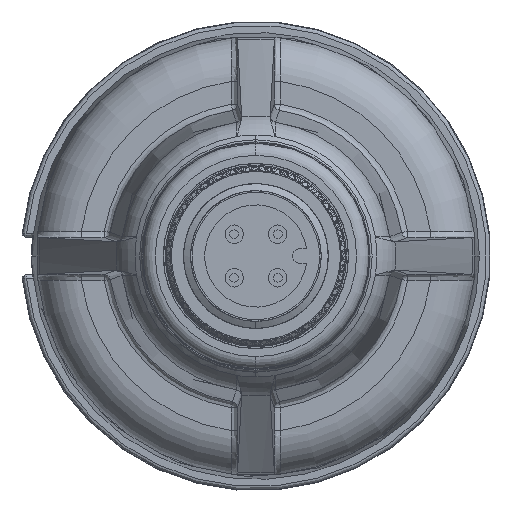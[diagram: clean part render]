
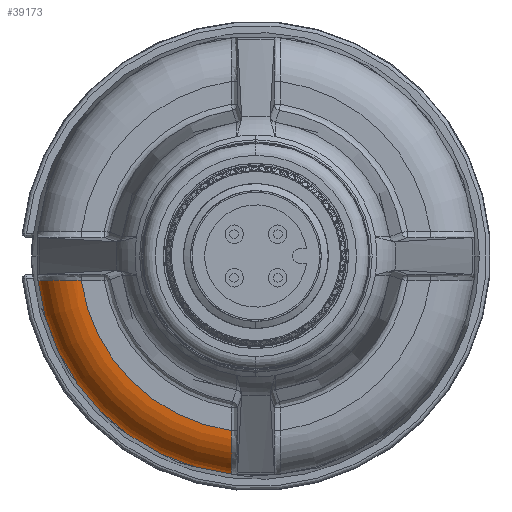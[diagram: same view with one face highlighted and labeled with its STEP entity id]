
A CAD part, left-side view. The second image highlights one B-rep face of the part: STEP entity #39173.
In plain terms, the highlighted toroidal (fillet/blend) face has major radius 14.311 mm and minor radius 3.5 mm.
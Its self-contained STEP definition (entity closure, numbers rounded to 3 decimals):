
#477=CARTESIAN_POINT('',(-308.161,0.,0.));
#478=DIRECTION('',(-1.,0.,0.));
#479=DIRECTION('',(0.,0.994,-0.113));
#480=AXIS2_PLACEMENT_3D('',#477,#478,#479);
#1250=CARTESIAN_POINT('',(-308.161,17.697,
-2.004));
#1251=CARTESIAN_POINT('',(-308.216,17.696,
-2.003));
#1252=CARTESIAN_POINT('',(-308.325,17.692,
-2.001));
#1253=CARTESIAN_POINT('',(-308.489,17.678,
-1.998));
#1254=CARTESIAN_POINT('',(-308.652,17.656,
-1.995));
#1255=CARTESIAN_POINT('',(-308.813,17.626,
-1.992));
#1256=CARTESIAN_POINT('',(-308.973,17.589,
-1.989));
#1257=CARTESIAN_POINT('',(-309.131,17.544,
-1.987));
#1258=CARTESIAN_POINT('',(-309.287,17.492,
-1.984));
#1259=CARTESIAN_POINT('',(-309.44,17.433,
-1.982));
#1260=CARTESIAN_POINT('',(-309.591,17.366,
-1.98));
#1261=CARTESIAN_POINT('',(-309.738,17.293,
-1.978));
#1262=CARTESIAN_POINT('',(-309.881,17.212,
-1.977));
#1263=CARTESIAN_POINT('',(-310.021,17.125,
-1.975));
#1264=CARTESIAN_POINT('',(-310.156,17.031,
-1.974));
#1265=CARTESIAN_POINT('',(-310.287,16.93,
-1.972));
#1266=CARTESIAN_POINT('',(-310.413,16.824,
-1.971));
#1267=CARTESIAN_POINT('',(-310.534,16.712,
-1.971));
#1268=CARTESIAN_POINT('',(-310.649,16.594,
-1.97));
#1269=CARTESIAN_POINT('',(-310.759,16.471,
-1.969));
#1270=CARTESIAN_POINT('',(-310.864,16.342,
-1.969));
#1271=CARTESIAN_POINT('',(-310.962,16.209,
-1.969));
#1272=CARTESIAN_POINT('',(-311.053,16.071,
-1.97));
#1273=CARTESIAN_POINT('',(-311.139,15.928,
-1.97));
#1274=CARTESIAN_POINT('',(-311.217,15.782,
-1.971));
#1275=CARTESIAN_POINT('',(-311.289,15.632,
-1.972));
#1276=CARTESIAN_POINT('',(-311.354,15.479,
-1.973));
#1277=CARTESIAN_POINT('',(-311.411,15.322,
-1.974));
#1278=CARTESIAN_POINT('',(-311.461,15.163,
-1.976));
#1279=CARTESIAN_POINT('',(-311.504,15.002,
-1.978));
#1280=CARTESIAN_POINT('',(-311.539,14.838,
-1.98));
#1281=CARTESIAN_POINT('',(-311.566,14.673,
-1.983));
#1282=CARTESIAN_POINT('',(-311.586,14.506,
-1.985));
#1283=CARTESIAN_POINT('',(-311.597,14.339,
-1.988));
#1284=CARTESIAN_POINT('',(-311.6,14.227,
-1.99));
#1285=CARTESIAN_POINT('',(-311.6,14.171,-1.991));
#1287=CARTESIAN_POINT('',(-311.6,1.991,-14.171));
#1288=CARTESIAN_POINT('',(-311.6,1.99,
-14.227));
#1289=CARTESIAN_POINT('',(-311.597,1.988,
-14.339));
#1290=CARTESIAN_POINT('',(-311.586,1.985,
-14.507));
#1291=CARTESIAN_POINT('',(-311.566,1.983,
-14.673));
#1292=CARTESIAN_POINT('',(-311.539,1.98,
-14.838));
#1293=CARTESIAN_POINT('',(-311.504,1.978,
-15.002));
#1294=CARTESIAN_POINT('',(-311.461,1.976,
-15.163));
#1295=CARTESIAN_POINT('',(-311.411,1.974,
-15.322));
#1296=CARTESIAN_POINT('',(-311.354,1.973,
-15.479));
#1297=CARTESIAN_POINT('',(-311.289,1.972,
-15.632));
#1298=CARTESIAN_POINT('',(-311.217,1.971,
-15.782));
#1299=CARTESIAN_POINT('',(-311.139,1.97,
-15.929));
#1300=CARTESIAN_POINT('',(-311.053,1.97,
-16.071));
#1301=CARTESIAN_POINT('',(-310.962,1.969,
-16.209));
#1302=CARTESIAN_POINT('',(-310.863,1.969,
-16.342));
#1303=CARTESIAN_POINT('',(-310.759,1.969,
-16.471));
#1304=CARTESIAN_POINT('',(-310.649,1.97,
-16.594));
#1305=CARTESIAN_POINT('',(-310.534,1.971,
-16.712));
#1306=CARTESIAN_POINT('',(-310.413,1.971,
-16.824));
#1307=CARTESIAN_POINT('',(-310.287,1.972,
-16.931));
#1308=CARTESIAN_POINT('',(-310.156,1.974,
-17.031));
#1309=CARTESIAN_POINT('',(-310.021,1.975,
-17.125));
#1310=CARTESIAN_POINT('',(-309.881,1.977,
-17.212));
#1311=CARTESIAN_POINT('',(-309.738,1.978,
-17.292));
#1312=CARTESIAN_POINT('',(-309.591,1.98,
-17.366));
#1313=CARTESIAN_POINT('',(-309.44,1.982,
-17.433));
#1314=CARTESIAN_POINT('',(-309.287,1.984,
-17.492));
#1315=CARTESIAN_POINT('',(-309.131,1.987,
-17.544));
#1316=CARTESIAN_POINT('',(-308.973,1.989,
-17.589));
#1317=CARTESIAN_POINT('',(-308.813,1.992,
-17.626));
#1318=CARTESIAN_POINT('',(-308.652,1.995,
-17.656));
#1319=CARTESIAN_POINT('',(-308.489,1.998,
-17.678));
#1320=CARTESIAN_POINT('',(-308.325,2.001,
-17.692));
#1321=CARTESIAN_POINT('',(-308.216,2.003,
-17.696));
#1322=CARTESIAN_POINT('',(-308.161,2.004,
-17.697));
#1471=CARTESIAN_POINT('',(-311.6,0.,0.));
#1472=DIRECTION('',(-1.,0.,0.));
#1473=DIRECTION('',(0.,0.99,-0.139));
#1474=AXIS2_PLACEMENT_3D('',#1471,#1472,#1473);
#34726=CARTESIAN_POINT('',(-311.6,14.171,-1.991));
#34727=VERTEX_POINT('',#34726);
#34753=CARTESIAN_POINT('',(-308.161,17.697,
-2.004));
#34754=CARTESIAN_POINT('',(-308.161,2.004,
-17.697));
#34755=VERTEX_POINT('',#34753);
#34756=VERTEX_POINT('',#34754);
#34757=CARTESIAN_POINT('',(-311.6,1.991,-14.171));
#34758=VERTEX_POINT('',#34757);
#39160=CARTESIAN_POINT('',(-308.1,0.,0.));
#39161=DIRECTION('',(-1.,0.,0.));
#39162=DIRECTION('',(0.,-0.04,0.999));
#39163=AXIS2_PLACEMENT_3D('',#39160,#39161,#39162);
#39164=TOROIDAL_SURFACE('',#39163,14.311,3.5);
#39165=ORIENTED_EDGE('',*,*,#38331,.F.);
#39167=ORIENTED_EDGE('',*,*,#39166,.T.);
#39169=ORIENTED_EDGE('',*,*,#39168,.T.);
#39170=ORIENTED_EDGE('',*,*,#39151,.T.);
#39171=EDGE_LOOP('',(#39165,#39167,#39169,#39170));
#39172=FACE_OUTER_BOUND('',#39171,.F.);
#39173=ADVANCED_FACE('',(#39172),#39164,.T.);
#481=CIRCLE('',#480,17.81);
#1286=B_SPLINE_CURVE_WITH_KNOTS('',3,(#1250,#1251,#1252,#1253,#1254,#1255,#1256,
#1257,#1258,#1259,#1260,#1261,#1262,#1263,#1264,#1265,#1266,#1267,#1268,#1269,
#1270,#1271,#1272,#1273,#1274,#1275,#1276,#1277,#1278,#1279,#1280,#1281,#1282,
#1283,#1284,#1285),.UNSPECIFIED.,.F.,.F.,(4,1,1,1,1,1,1,1,1,1,1,1,1,1,1,1,1,1,1,
1,1,1,1,1,1,1,1,1,1,1,1,1,1,4),(0.,0.03,0.061,
0.091,0.121,0.152,0.182,
0.212,0.242,0.273,0.303,
0.333,0.364,0.394,0.424,
0.455,0.485,0.515,0.545,
0.576,0.606,0.636,0.667,
0.697,0.727,0.758,0.788,
0.818,0.848,0.879,0.909,
0.939,0.97,1.),.UNSPECIFIED.);
#1323=B_SPLINE_CURVE_WITH_KNOTS('',3,(#1287,#1288,#1289,#1290,#1291,#1292,#1293,
#1294,#1295,#1296,#1297,#1298,#1299,#1300,#1301,#1302,#1303,#1304,#1305,#1306,
#1307,#1308,#1309,#1310,#1311,#1312,#1313,#1314,#1315,#1316,#1317,#1318,#1319,
#1320,#1321,#1322),.UNSPECIFIED.,.F.,.F.,(4,1,1,1,1,1,1,1,1,1,1,1,1,1,1,1,1,1,1,
1,1,1,1,1,1,1,1,1,1,1,1,1,1,4),(0.,0.03,0.061,
0.091,0.121,0.152,0.182,
0.212,0.242,0.273,0.303,
0.333,0.364,0.394,0.424,
0.455,0.485,0.515,0.545,
0.576,0.606,0.636,0.667,
0.697,0.727,0.758,0.788,
0.818,0.848,0.879,0.909,
0.939,0.97,1.),.UNSPECIFIED.);
#1475=CIRCLE('',#1474,14.311);
#38331=EDGE_CURVE('',#34755,#34756,#481,.T.);
#39151=EDGE_CURVE('',#34758,#34756,#1323,.T.);
#39166=EDGE_CURVE('',#34755,#34727,#1286,.T.);
#39168=EDGE_CURVE('',#34727,#34758,#1475,.T.);
